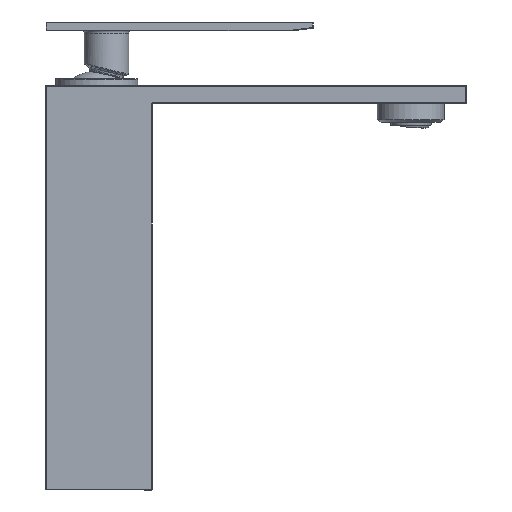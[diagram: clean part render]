
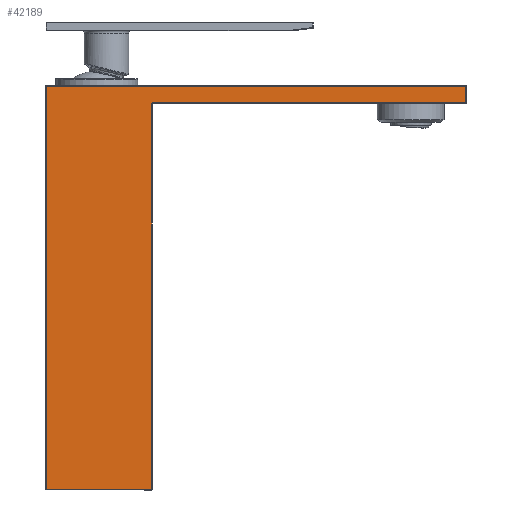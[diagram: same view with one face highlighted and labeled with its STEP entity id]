
A CAD part, front view. The second image highlights one B-rep face of the part: STEP entity #42189.
In plain terms, the highlighted planar face has unit normal (0, -1, 0).
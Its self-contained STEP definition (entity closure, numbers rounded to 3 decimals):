
#2441=LINE('',#57694,#4764);
#2461=LINE('',#57979,#4784);
#2462=LINE('',#57981,#4785);
#2463=LINE('',#57983,#4786);
#2464=LINE('',#57987,#4787);
#2465=LINE('',#57989,#4788);
#4764=VECTOR('',#46331,1000.);
#4784=VECTOR('',#46405,1000.);
#4785=VECTOR('',#46406,1000.);
#4786=VECTOR('',#46407,1000.);
#4787=VECTOR('',#46410,1000.);
#4788=VECTOR('',#46411,1000.);
#9058=ORIENTED_EDGE('',*,*,#17555,.T.);
#9059=ORIENTED_EDGE('',*,*,#17556,.T.);
#9060=ORIENTED_EDGE('',*,*,#17557,.T.);
#9061=ORIENTED_EDGE('',*,*,#17558,.F.);
#9062=ORIENTED_EDGE('',*,*,#17559,.T.);
#9063=ORIENTED_EDGE('',*,*,#17560,.T.);
#9064=ORIENTED_EDGE('',*,*,#17518,.T.);
#17518=EDGE_CURVE('',#21894,#21895,#2441,.T.);
#17555=EDGE_CURVE('',#21895,#21919,#2461,.T.);
#17556=EDGE_CURVE('',#21919,#21920,#2462,.T.);
#17557=EDGE_CURVE('',#21920,#21921,#2463,.T.);
#17558=EDGE_CURVE('',#21922,#21921,#24389,.T.);
#17559=EDGE_CURVE('',#21922,#21923,#2464,.T.);
#17560=EDGE_CURVE('',#21923,#21894,#2465,.T.);
#21894=VERTEX_POINT('',#57691);
#21895=VERTEX_POINT('',#57693);
#21919=VERTEX_POINT('',#57980);
#21920=VERTEX_POINT('',#57982);
#21921=VERTEX_POINT('',#57984);
#21922=VERTEX_POINT('',#57986);
#21923=VERTEX_POINT('',#57988);
#24389=CIRCLE('',#44068,0.6);
#24854=EDGE_LOOP('',(#9058,#9059,#9060,#9061,#9062,#9063,#9064));
#26753=FACE_BOUND('',#24854,.T.);
#28442=PLANE('',#44067);
#42189=ADVANCED_FACE('',(#26753),#28442,.T.);
#44067=AXIS2_PLACEMENT_3D('',#57978,#46403,#46404);
#44068=AXIS2_PLACEMENT_3D('',#57985,#46408,#46409);
#46331=DIRECTION('',(-1.,0.,0.));
#46403=DIRECTION('',(0.,-1.,0.));
#46404=DIRECTION('',(0.,0.,1.));
#46405=DIRECTION('',(0.,0.,-1.));
#46406=DIRECTION('',(1.,0.,0.));
#46407=DIRECTION('',(0.,0.,1.));
#46408=DIRECTION('',(0.,-1.,0.));
#46409=DIRECTION('',(0.,0.,1.));
#46410=DIRECTION('',(1.,0.,0.));
#46411=DIRECTION('',(0.,0.,1.));
#57691=CARTESIAN_POINT('',(164.7,-23.,181.33));
#57693=CARTESIAN_POINT('',(-23.7,-23.,181.33));
#57694=CARTESIAN_POINT('',(164.7,-23.,181.33));
#57978=CARTESIAN_POINT('',(164.7,-23.,0.3));
#57979=CARTESIAN_POINT('',(-23.7,-23.,181.33));
#57980=CARTESIAN_POINT('',(-23.7,-23.,0.3));
#57981=CARTESIAN_POINT('',(-23.7,-23.,0.3));
#57982=CARTESIAN_POINT('',(23.7,-23.,0.3));
#57983=CARTESIAN_POINT('',(23.7,-23.,0.3));
#57984=CARTESIAN_POINT('',(23.7,-23.,173.33));
#57985=CARTESIAN_POINT('',(24.3,-23.,173.33));
#57986=CARTESIAN_POINT('',(24.3,-23.,173.93));
#57987=CARTESIAN_POINT('',(24.3,-23.,173.93));
#57988=CARTESIAN_POINT('',(164.7,-23.,173.93));
#57989=CARTESIAN_POINT('',(164.7,-23.,173.93));
